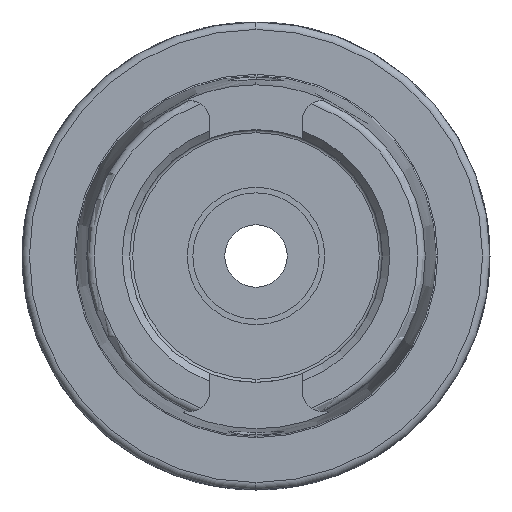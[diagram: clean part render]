
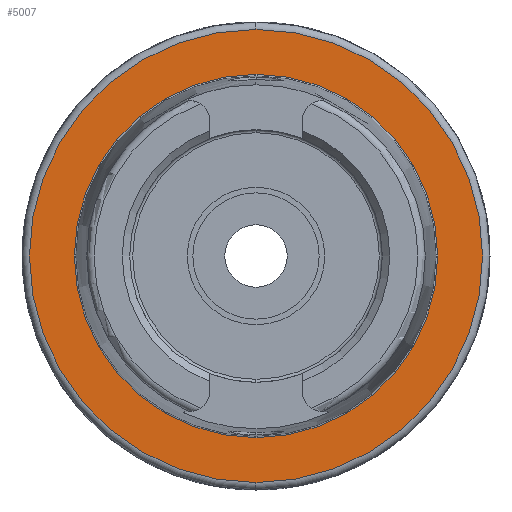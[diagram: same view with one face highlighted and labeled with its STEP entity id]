
A CAD part, left-side view. The second image highlights one B-rep face of the part: STEP entity #5007.
In plain terms, the highlighted planar face has unit normal (-1, 0, 0).
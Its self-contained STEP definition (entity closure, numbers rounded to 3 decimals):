
#103 = FACE_OUTER_BOUND ( 'NONE', #2669, .T. ) ;
#150 = DIRECTION ( 'NONE',  ( 0., 0., 1. ) ) ;
#182 = DIRECTION ( 'NONE',  ( 0., 0., 1. ) ) ;
#229 = EDGE_CURVE ( 'NONE', #2389, #4244, #3249, .T. ) ;
#237 = EDGE_CURVE ( 'NONE', #2588, #2754, #265, .T. ) ;
#265 = CIRCLE ( 'NONE', #4430, 30.5 ) ;
#290 = PLANE ( 'NONE',  #3852 ) ;
#842 = DIRECTION ( 'NONE',  ( 0., 0., -1. ) ) ;
#1035 = AXIS2_PLACEMENT_3D ( 'NONE', #2816, #6377, #3320 ) ;
#1718 = AXIS2_PLACEMENT_3D ( 'NONE', #6397, #3339, #182 ) ;
#1813 = CARTESIAN_POINT ( 'NONE',  ( 32., 0., -24.45 ) ) ;
#1999 = ORIENTED_EDGE ( 'NONE', *, *, #3321, .F. ) ;
#2336 = CARTESIAN_POINT ( 'NONE',  ( 32., 0., 0. ) ) ;
#2340 = ORIENTED_EDGE ( 'NONE', *, *, #229, .F. ) ;
#2389 = VERTEX_POINT ( 'NONE', #2551 ) ;
#2551 = CARTESIAN_POINT ( 'NONE',  ( 32., 0., 24.45 ) ) ;
#2588 = VERTEX_POINT ( 'NONE', #5741 ) ;
#2669 = EDGE_LOOP ( 'NONE', ( #4138, #5181 ) ) ;
#2754 = VERTEX_POINT ( 'NONE', #6407 ) ;
#2816 = CARTESIAN_POINT ( 'NONE',  ( 32., 0., 0. ) ) ;
#2859 = DIRECTION ( 'NONE',  ( 0., 0., 1. ) ) ;
#3249 = CIRCLE ( 'NONE', #1718, 24.45 ) ;
#3316 = DIRECTION ( 'NONE',  ( -1., 0., 0. ) ) ;
#3321 = EDGE_CURVE ( 'NONE', #4244, #2389, #4688, .T. ) ;
#3320 = DIRECTION ( 'NONE',  ( 0., 0., 1. ) ) ;
#3339 = DIRECTION ( 'NONE',  ( -1., 0., 0. ) ) ;
#3852 = AXIS2_PLACEMENT_3D ( 'NONE', #4953, #3959, #842 ) ;
#3958 = FACE_BOUND ( 'NONE', #4162, .T. ) ;
#3959 = DIRECTION ( 'NONE',  ( 1., 0., 0. ) ) ;
#4138 = ORIENTED_EDGE ( 'NONE', *, *, #5361, .T. ) ;
#4162 = EDGE_LOOP ( 'NONE', ( #2340, #1999 ) ) ;
#4244 = VERTEX_POINT ( 'NONE', #1813 ) ;
#4430 = AXIS2_PLACEMENT_3D ( 'NONE', #2336, #5903, #2859 ) ;
#4688 = CIRCLE ( 'NONE', #1035, 24.45 ) ;
#4753 = AXIS2_PLACEMENT_3D ( 'NONE', #6372, #3316, #150 ) ;
#4953 = CARTESIAN_POINT ( 'NONE',  ( 32., 24.45, 0. ) ) ;
#5007 = ADVANCED_FACE ( 'NONE', ( #3958, #103 ), #290, .F. ) ;
#5067 = CIRCLE ( 'NONE', #4753, 30.5 ) ;
#5181 = ORIENTED_EDGE ( 'NONE', *, *, #237, .T. ) ;
#5361 = EDGE_CURVE ( 'NONE', #2754, #2588, #5067, .T. ) ;
#5741 = CARTESIAN_POINT ( 'NONE',  ( 32., 0., -30.5 ) ) ;
#5903 = DIRECTION ( 'NONE',  ( -1., 0., 0. ) ) ;
#6372 = CARTESIAN_POINT ( 'NONE',  ( 32., 0., 0. ) ) ;
#6377 = DIRECTION ( 'NONE',  ( -1., 0., 0. ) ) ;
#6397 = CARTESIAN_POINT ( 'NONE',  ( 32., 0., 0. ) ) ;
#6407 = CARTESIAN_POINT ( 'NONE',  ( 32., 0., 30.5 ) ) ;
